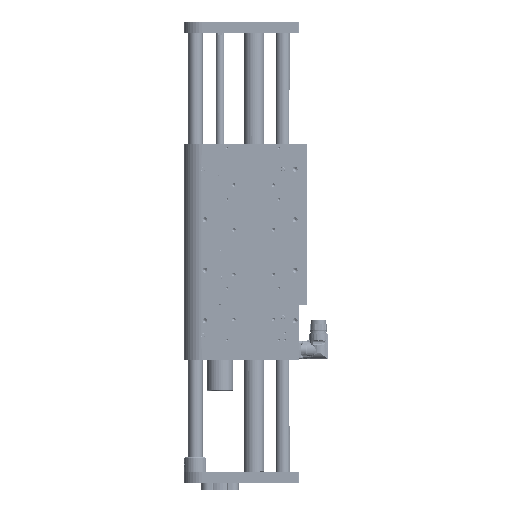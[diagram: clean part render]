
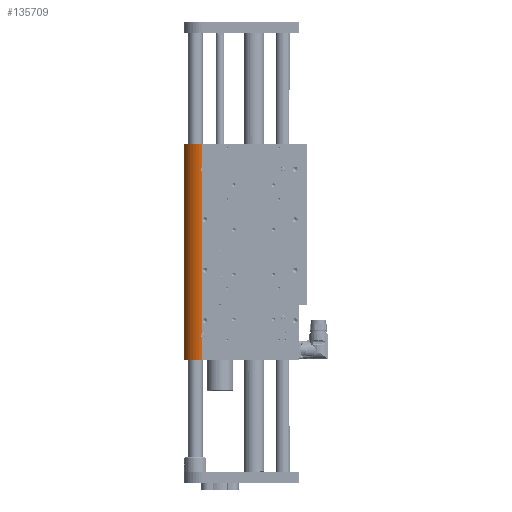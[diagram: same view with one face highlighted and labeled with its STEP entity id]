
A CAD part, left-side view. The second image highlights one B-rep face of the part: STEP entity #135709.
In plain terms, the highlighted cylindrical face has radius 25 mm (diameter 50 mm), a partial arc.
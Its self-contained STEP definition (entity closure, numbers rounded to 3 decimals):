
#6183 = CARTESIAN_POINT ( 'NONE',  ( -25., 72., 267.127 ) ) ;
#7484 = CARTESIAN_POINT ( 'NONE',  ( -24.982, 72.964, 36.244 ) ) ;
#8029 = AXIS2_PLACEMENT_3D ( 'NONE', #171057, #58834, #114146 ) ;
#15579 = CARTESIAN_POINT ( 'NONE',  ( -25., 72., 299. ) ) ;
#21175 = AXIS2_PLACEMENT_3D ( 'NONE', #139877, #100990, #156081 ) ;
#23293 = DIRECTION ( 'NONE',  ( 0., 0., 1. ) ) ;
#23836 = CARTESIAN_POINT ( 'NONE',  ( -24.956, 73.481, 34.239 ) ) ;
#24390 = VERTEX_POINT ( 'NONE', #144554 ) ;
#26000 = VERTEX_POINT ( 'NONE', #6183 ) ;
#27139 = B_SPLINE_CURVE_WITH_KNOTS ( 'NONE', 3,
 ( #174183, #131690, #37456, #103665, #133447, #118120, #33908, #75551, #23836, #147005, #65487, #157890, #62820, #130796, #145216, #7484, #120826, #50112, #76416, #158791 ),
 .UNSPECIFIED., .F., .F.,
 ( 4, 2, 2, 2, 2, 2, 2, 2, 2, 4 ),
 ( 0., 0.001, 0.002, 0.003, 0.003, 0.004, 0.004, 0.005, 0.006, 0.006 ),
 .UNSPECIFIED. ) ;
#28361 = LINE ( 'NONE', #15579, #99931 ) ;
#28771 = CARTESIAN_POINT ( 'NONE',  ( -24.958, 73.44, 265.024 ) ) ;
#30547 = CARTESIAN_POINT ( 'NONE',  ( -24.971, 73.22, 263.218 ) ) ;
#31068 = ORIENTED_EDGE ( 'NONE', *, *, #71199, .F. ) ;
#31431 = CARTESIAN_POINT ( 'NONE',  ( -24.965, 73.317, 265.537 ) ) ;
#33908 = CARTESIAN_POINT ( 'NONE',  ( -24.965, 73.317, 33.464 ) ) ;
#34826 = VECTOR ( 'NONE', #45516, 1000. ) ;
#35645 = VECTOR ( 'NONE', #124230, 1000. ) ;
#37447 = ORIENTED_EDGE ( 'NONE', *, *, #163460, .T. ) ;
#37456 = CARTESIAN_POINT ( 'NONE',  ( -24.997, 72.438, 32.166 ) ) ;
#37605 = CARTESIAN_POINT ( 'NONE',  ( -25., 72., 261.873 ) ) ;
#44112 = CARTESIAN_POINT ( 'NONE',  ( -24.988, 72.807, 262.545 ) ) ;
#45516 = DIRECTION ( 'NONE',  ( 0., 0., -1. ) ) ;
#48696 = VERTEX_POINT ( 'NONE', #153610 ) ;
#50112 = CARTESIAN_POINT ( 'NONE',  ( -24.997, 72.441, 36.831 ) ) ;
#51585 = CARTESIAN_POINT ( 'NONE',  ( -25., 72., 0. ) ) ;
#57721 = CARTESIAN_POINT ( 'NONE',  ( -24.956, 73.481, 264.632 ) ) ;
#58834 = DIRECTION ( 'NONE',  ( 0., 0., 1. ) ) ;
#60128 = CIRCLE ( 'NONE', #8029, 25. ) ;
#61992 = ORIENTED_EDGE ( 'NONE', *, *, #121686, .F. ) ;
#62820 = CARTESIAN_POINT ( 'NONE',  ( -24.96, 73.415, 35.155 ) ) ;
#63556 = AXIS2_PLACEMENT_3D ( 'NONE', #101586, #23293, #87051 ) ;
#65487 = CARTESIAN_POINT ( 'NONE',  ( -24.957, 73.473, 34.762 ) ) ;
#68442 = EDGE_CURVE ( 'NONE', #48696, #101474, #60128, .T. ) ;
#68540 = CARTESIAN_POINT ( 'NONE',  ( -25., 72., 37.127 ) ) ;
#70369 = CARTESIAN_POINT ( 'NONE',  ( -24.958, 73.448, 263.973 ) ) ;
#71199 = EDGE_CURVE ( 'NONE', #103721, #176175, #130062, .T. ) ;
#73050 = CARTESIAN_POINT ( 'NONE',  ( -24.956, 73.481, 264.239 ) ) ;
#73753 = EDGE_CURVE ( 'NONE', #24390, #101474, #168478, .T. ) ;
#75551 = CARTESIAN_POINT ( 'NONE',  ( -24.958, 73.448, 33.973 ) ) ;
#76416 = CARTESIAN_POINT ( 'NONE',  ( -25., 72.23, 36.996 ) ) ;
#80831 = EDGE_CURVE ( 'NONE', #176175, #26000, #116693, .T. ) ;
#83078 = CARTESIAN_POINT ( 'NONE',  ( -24.997, 72.438, 262.166 ) ) ;
#84660 = CYLINDRICAL_SURFACE ( 'NONE', #21175, 25. ) ;
#87051 = DIRECTION ( 'NONE',  ( 1., 0., 0. ) ) ;
#91744 = VERTEX_POINT ( 'NONE', #37605 ) ;
#95099 = VERTEX_POINT ( 'NONE', #68540 ) ;
#97633 = CARTESIAN_POINT ( 'NONE',  ( -24.97, 73.221, 265.78 ) ) ;
#99419 = CARTESIAN_POINT ( 'NONE',  ( -24.957, 73.473, 264.762 ) ) ;
#99931 = VECTOR ( 'NONE', #127929, 1000. ) ;
#99956 = LINE ( 'NONE', #110863, #34826 ) ;
#100318 = CARTESIAN_POINT ( 'NONE',  ( -24.988, 72.807, 266.455 ) ) ;
#100990 = DIRECTION ( 'NONE',  ( 0., 0., -1. ) ) ;
#101208 = ORIENTED_EDGE ( 'NONE', *, *, #129770, .T. ) ;
#101474 = VERTEX_POINT ( 'NONE', #51585 ) ;
#101586 = CARTESIAN_POINT ( 'NONE',  ( 0., 72., 299. ) ) ;
#102512 = CARTESIAN_POINT ( 'NONE',  ( 25., 72., 299. ) ) ;
#103123 = DIRECTION ( 'NONE',  ( 0., 0., -1. ) ) ;
#103665 = CARTESIAN_POINT ( 'NONE',  ( -24.988, 72.807, 32.545 ) ) ;
#103721 = VERTEX_POINT ( 'NONE', #102512 ) ;
#110863 = CARTESIAN_POINT ( 'NONE',  ( 25., 72., 299. ) ) ;
#111597 = CARTESIAN_POINT ( 'NONE',  ( -25., 72., 299. ) ) ;
#113894 = CARTESIAN_POINT ( 'NONE',  ( -25., 72., 267.127 ) ) ;
#114146 = DIRECTION ( 'NONE',  ( 1., 0., 0. ) ) ;
#116693 = LINE ( 'NONE', #171838, #144156 ) ;
#118120 = CARTESIAN_POINT ( 'NONE',  ( -24.971, 73.22, 33.218 ) ) ;
#118214 = ORIENTED_EDGE ( 'NONE', *, *, #145988, .T. ) ;
#120826 = CARTESIAN_POINT ( 'NONE',  ( -24.988, 72.807, 36.455 ) ) ;
#121686 = EDGE_CURVE ( 'NONE', #91744, #95099, #28361, .T. ) ;
#123508 = ORIENTED_EDGE ( 'NONE', *, *, #73753, .F. ) ;
#124230 = DIRECTION ( 'NONE',  ( 0., 0., -1. ) ) ;
#125653 = CARTESIAN_POINT ( 'NONE',  ( -25., 72.23, 266.996 ) ) ;
#126539 = CARTESIAN_POINT ( 'NONE',  ( -25., 72., 261.873 ) ) ;
#127449 = CARTESIAN_POINT ( 'NONE',  ( -24.965, 73.317, 263.464 ) ) ;
#127929 = DIRECTION ( 'NONE',  ( 0., 0., -1. ) ) ;
#129770 = EDGE_CURVE ( 'NONE', #24390, #95099, #27139, .T. ) ;
#130062 = CIRCLE ( 'NONE', #63556, 25. ) ;
#130462 = B_SPLINE_CURVE_WITH_KNOTS ( 'NONE', 3,
 ( #126539, #167254, #83078, #44112, #168141, #30547, #127449, #70369, #73050, #57721, #99419, #28771, #153653, #31431, #97633, #154528, #100318, #141876, #125653, #113894 ),
 .UNSPECIFIED., .F., .F.,
 ( 4, 2, 2, 2, 2, 2, 2, 2, 2, 4 ),
 ( 0., 0.001, 0.002, 0.003, 0.003, 0.004, 0.004, 0.005, 0.006, 0.006 ),
 .UNSPECIFIED. ) ;
#130796 = CARTESIAN_POINT ( 'NONE',  ( -24.965, 73.317, 35.537 ) ) ;
#131690 = CARTESIAN_POINT ( 'NONE',  ( -25., 72.229, 32.004 ) ) ;
#133447 = CARTESIAN_POINT ( 'NONE',  ( -24.982, 72.963, 32.756 ) ) ;
#135709 = ADVANCED_FACE ( 'NONE', ( #143403 ), #84660, .T. ) ;
#139877 = CARTESIAN_POINT ( 'NONE',  ( 0., 72., 299. ) ) ;
#141876 = CARTESIAN_POINT ( 'NONE',  ( -24.997, 72.441, 266.831 ) ) ;
#143403 = FACE_OUTER_BOUND ( 'NONE', #154172, .T. ) ;
#144156 = VECTOR ( 'NONE', #103123, 1000. ) ;
#144554 = CARTESIAN_POINT ( 'NONE',  ( -25., 72., 31.873 ) ) ;
#145216 = CARTESIAN_POINT ( 'NONE',  ( -24.97, 73.221, 35.78 ) ) ;
#145988 = EDGE_CURVE ( 'NONE', #103721, #48696, #99956, .T. ) ;
#147005 = CARTESIAN_POINT ( 'NONE',  ( -24.956, 73.481, 34.632 ) ) ;
#153610 = CARTESIAN_POINT ( 'NONE',  ( 25., 72., 0. ) ) ;
#153653 = CARTESIAN_POINT ( 'NONE',  ( -24.96, 73.415, 265.155 ) ) ;
#154172 = EDGE_LOOP ( 'NONE', ( #61992, #37447, #177612, #31068, #118214, #165750, #123508, #101208 ) ) ;
#154528 = CARTESIAN_POINT ( 'NONE',  ( -24.982, 72.964, 266.244 ) ) ;
#156081 = DIRECTION ( 'NONE',  ( -1., 0., 0. ) ) ;
#157890 = CARTESIAN_POINT ( 'NONE',  ( -24.958, 73.44, 35.024 ) ) ;
#158791 = CARTESIAN_POINT ( 'NONE',  ( -25., 72., 37.127 ) ) ;
#160586 = CARTESIAN_POINT ( 'NONE',  ( -25., 72., 299. ) ) ;
#163460 = EDGE_CURVE ( 'NONE', #91744, #26000, #130462, .T. ) ;
#165750 = ORIENTED_EDGE ( 'NONE', *, *, #68442, .T. ) ;
#167254 = CARTESIAN_POINT ( 'NONE',  ( -25., 72.229, 262.004 ) ) ;
#168141 = CARTESIAN_POINT ( 'NONE',  ( -24.982, 72.963, 262.756 ) ) ;
#168478 = LINE ( 'NONE', #111597, #35645 ) ;
#171057 = CARTESIAN_POINT ( 'NONE',  ( 0., 72., 0. ) ) ;
#171838 = CARTESIAN_POINT ( 'NONE',  ( -25., 72., 299. ) ) ;
#174183 = CARTESIAN_POINT ( 'NONE',  ( -25., 72., 31.873 ) ) ;
#176175 = VERTEX_POINT ( 'NONE', #160586 ) ;
#177612 = ORIENTED_EDGE ( 'NONE', *, *, #80831, .F. ) ;
